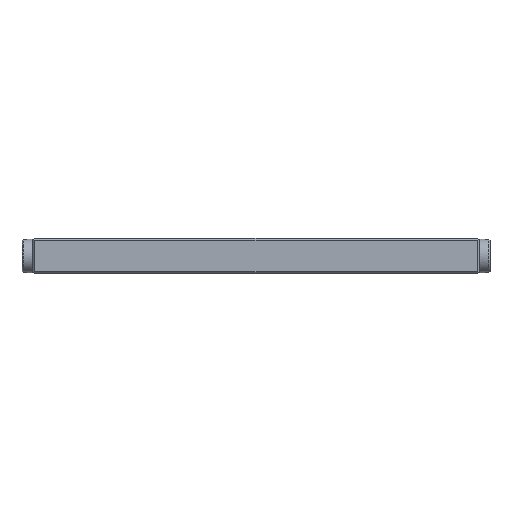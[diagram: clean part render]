
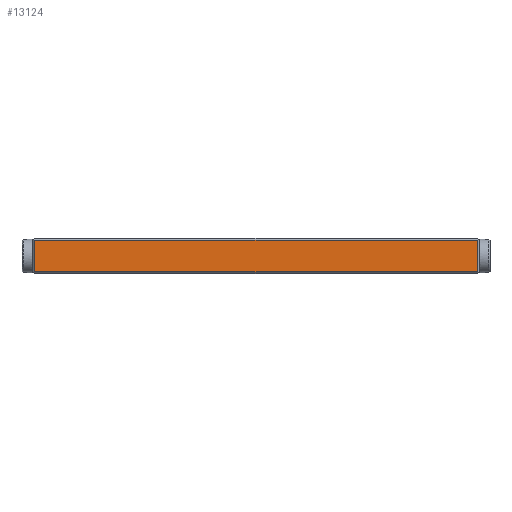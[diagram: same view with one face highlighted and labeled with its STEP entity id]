
A CAD part, front view. The second image highlights one B-rep face of the part: STEP entity #13124.
In plain terms, the highlighted planar face has unit normal (0, -1, 0).
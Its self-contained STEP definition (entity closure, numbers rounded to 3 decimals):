
#13124=ADVANCED_FACE('',(#16943),#15060,.T.);
#15060=PLANE('',#53945);
#16943=FACE_OUTER_BOUND('',#19450,.T.);
#19450=EDGE_LOOP('',(#26505,#26506,#26507,#26508));
#26505=ORIENTED_EDGE('',*,*,#40153,.T.);
#26506=ORIENTED_EDGE('',*,*,#40154,.T.);
#26507=ORIENTED_EDGE('',*,*,#40155,.T.);
#26508=ORIENTED_EDGE('',*,*,#40156,.T.);
#35177=VERTEX_POINT('',#71903);
#35178=VERTEX_POINT('',#71904);
#35179=VERTEX_POINT('',#71906);
#35180=VERTEX_POINT('',#71908);
#40153=EDGE_CURVE('',#35177,#35178,#45153,.T.);
#40154=EDGE_CURVE('',#35178,#35179,#45154,.T.);
#40155=EDGE_CURVE('',#35179,#35180,#45155,.T.);
#40156=EDGE_CURVE('',#35180,#35177,#45156,.T.);
#45153=LINE('',#71902,#49393);
#45154=LINE('',#71905,#49394);
#45155=LINE('',#71907,#49395);
#45156=LINE('',#71909,#49396);
#49393=VECTOR('',#60964,1.);
#49394=VECTOR('',#60965,1.);
#49395=VECTOR('',#60966,1.);
#49396=VECTOR('',#60967,1.);
#53945=AXIS2_PLACEMENT_3D('',#71910,#60968,#60969);
#60964=DIRECTION('',(-1.,0.,0.));
#60965=DIRECTION('',(0.,0.,-1.));
#60966=DIRECTION('',(1.,0.,0.));
#60967=DIRECTION('',(0.,0.,1.));
#60968=DIRECTION('',(0.,-1.,0.));
#60969=DIRECTION('',(0.,0.,1.));
#71902=CARTESIAN_POINT('',(50.,0.,7.575));
#71903=CARTESIAN_POINT('',(99.6,0.,7.575));
#71904=CARTESIAN_POINT('',(0.4,0.,7.575));
#71905=CARTESIAN_POINT('',(0.4,0.,0.));
#71906=CARTESIAN_POINT('',(0.4,0.,0.425));
#71907=CARTESIAN_POINT('',(50.,0.,0.425));
#71908=CARTESIAN_POINT('',(99.6,0.,0.425));
#71909=CARTESIAN_POINT('',(99.6,0.,0.));
#71910=CARTESIAN_POINT('',(50.,0.,0.));
